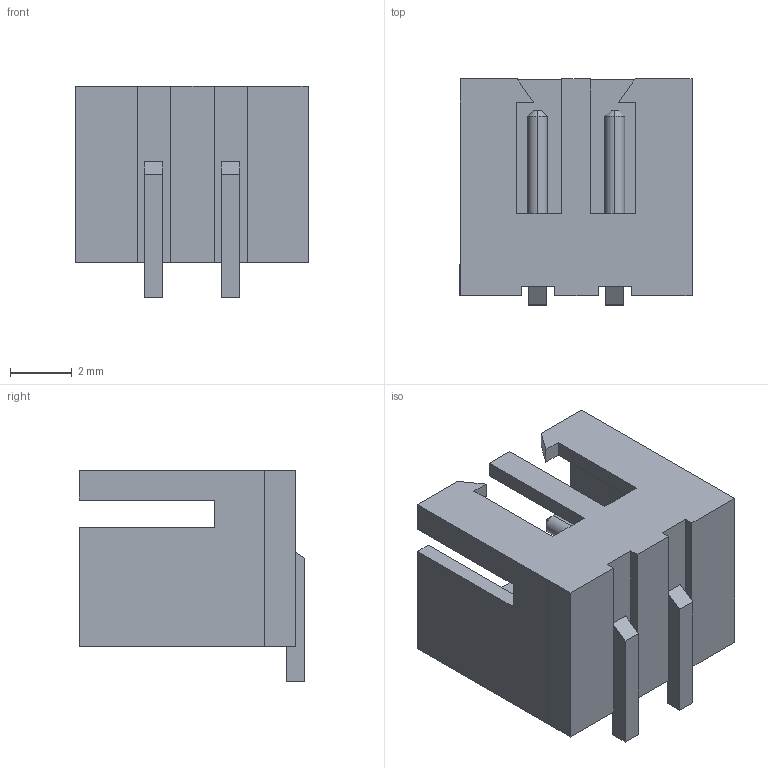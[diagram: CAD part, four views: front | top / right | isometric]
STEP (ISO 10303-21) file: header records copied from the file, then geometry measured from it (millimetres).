
FILE_DESCRIPTION (( 'STEP AP214' ), '1' );
FILE_NAME ('User Library-XH2.54-L2P.STEP', '2021-03-16T06:13:17', ( '' ), ( '' ), 'SwSTEP 2.0', 'SolidWorks 2020', '' );
FILE_SCHEMA (( 'AUTOMOTIVE_DESIGN' ));
Length unit declared in the file: millimetre
Products named in the file (1): User Library-XH2.54-L2P
Bounding box: 7.5 x 7.3 x 6.85 mm (x, y, z)
Volume: 108.5 mm3; surface area: 429.5 mm2
Topology: 3 solids, 3 shells, 63 faces, 161 edges, 106 vertices
Faces by surface type: plane 55, cylinder 4, cone 4
Entity records: 2213 total; most frequent: CARTESIAN_POINT 331, ORIENTED_EDGE 322, DIRECTION 301, EDGE_CURVE 161, LINE 149, VECTOR 149, VERTEX_POINT 106, AXIS2_PLACEMENT_3D 76
